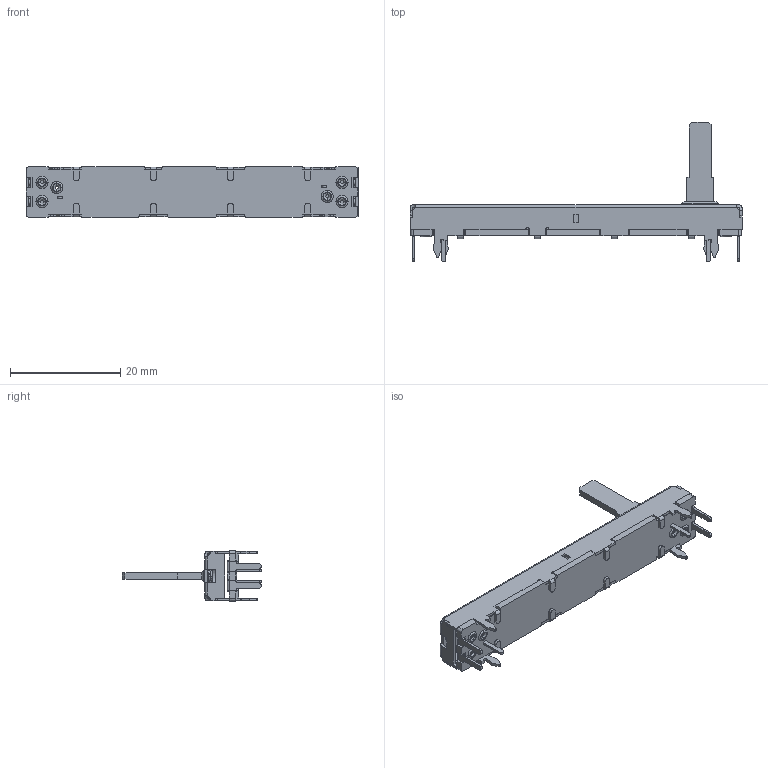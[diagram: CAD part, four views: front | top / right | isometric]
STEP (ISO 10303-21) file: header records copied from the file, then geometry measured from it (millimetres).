
FILE_DESCRIPTION((''),'2;1');
FILE_NAME('F4506G_SW0001','2018-05-10T',('eng05'),(''),'PRO/ENGINEER BY PARAMETRIC TECHNOLOGY CORPORATION, 2012480','PRO/ENGINEER BY PARAMETRIC TECHNOLOGY CORPORATION, 2012480','');
FILE_SCHEMA(('CONFIG_CONTROL_DESIGN'));
Length unit declared in the file: millimetre
Products named in the file (1): F4506G_SW0001
Bounding box: 60.2 x 25.3 x 9.2 mm (x, y, z)
Volume: 1392.9 mm3; surface area: 3981.2 mm2
Topology: 1 solids, 5 shells, 652 faces, 1870 edges, 1196 vertices
Faces by surface type: plane 451, cylinder 153, torus 36, bspline 8, sphere 4
Entity records: 23400 total; most frequent: CARTESIAN_POINT 6022, ORIENTED_EDGE 3732, DIRECTION 3504, EDGE_CURVE 1866, VECTOR 1400, LINE 1400, VERTEX_POINT 1196, AXIS2_PLACEMENT_3D 1052
